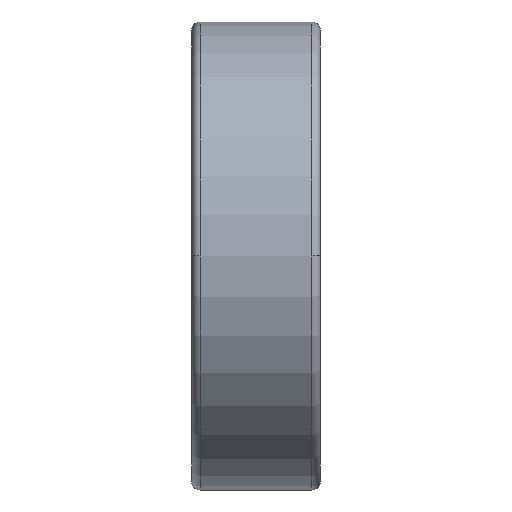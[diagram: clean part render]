
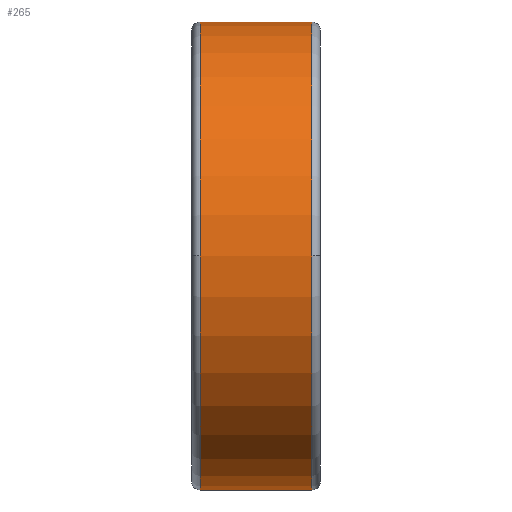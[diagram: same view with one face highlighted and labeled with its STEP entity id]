
A CAD part, front view. The second image highlights one B-rep face of the part: STEP entity #265.
In plain terms, the highlighted cylindrical face has radius 31 mm (diameter 62 mm), a partial arc.
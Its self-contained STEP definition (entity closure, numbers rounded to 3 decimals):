
#265=ADVANCED_FACE('',(#632),#633,.T.);
#632=FACE_OUTER_BOUND('',#1123,.T.);
#633=CYLINDRICAL_SURFACE('',#1124,31.0);
#1123=EDGE_LOOP('',(#1769,#1770,#1771,#1772,#1773,#1774));
#1124=AXIS2_PLACEMENT_3D('',#1775,#1776,#1777);
#1769=ORIENTED_EDGE('',*,*,#2830,.F.);
#1770=ORIENTED_EDGE('',*,*,#2831,.T.);
#1771=ORIENTED_EDGE('',*,*,#2832,.T.);
#1772=ORIENTED_EDGE('',*,*,#2833,.F.);
#1773=ORIENTED_EDGE('',*,*,#2834,.F.);
#1774=ORIENTED_EDGE('',*,*,#2826,.F.);
#1775=CARTESIAN_POINT('',(8.5,0.0,0.0));
#1776=DIRECTION('',(-1.0,0.0,0.0));
#1777=DIRECTION('',(0.0,0.,1.0));
#2826=EDGE_CURVE('',#3374,#3376,#3377,.T.);
#2830=EDGE_CURVE('',#3382,#3374,#3383,.T.);
#2831=EDGE_CURVE('',#3382,#3384,#3385,.T.);
#2832=EDGE_CURVE('',#3384,#3386,#3387,.T.);
#2833=EDGE_CURVE('',#3388,#3386,#3389,.T.);
#2834=EDGE_CURVE('',#3376,#3388,#3390,.T.);
#3374=VERTEX_POINT('',#4097);
#3376=VERTEX_POINT('',#4099);
#3377=CIRCLE('',#4100,31.0);
#3382=VERTEX_POINT('',#4105);
#3383=LINE('',#4106,#4107);
#3384=VERTEX_POINT('',#4108);
#3385=CIRCLE('',#4109,31.0);
#3386=VERTEX_POINT('',#4110);
#3387=CIRCLE('',#4111,31.0);
#3388=VERTEX_POINT('',#4112);
#3389=LINE('',#4113,#4114);
#3390=CIRCLE('',#4115,31.0);
#4097=CARTESIAN_POINT('',(15.9,0.,31.0));
#4099=CARTESIAN_POINT('',(15.9,-31.0,0.));
#4100=AXIS2_PLACEMENT_3D('',#4866,#4867,#4868);
#4105=CARTESIAN_POINT('',(1.1,0.,31.0));
#4106=CARTESIAN_POINT('',(8.5,0.,31.0));
#4107=VECTOR('',#4875,1.0);
#4108=CARTESIAN_POINT('',(1.1,-31.0,0.));
#4109=AXIS2_PLACEMENT_3D('',#4876,#4877,#4878);
#4110=CARTESIAN_POINT('',(1.1,0.,-31.0));
#4111=AXIS2_PLACEMENT_3D('',#4879,#4880,#4881);
#4112=CARTESIAN_POINT('',(15.9,0.,-31.0));
#4113=CARTESIAN_POINT('',(8.5,0.,-31.0));
#4114=VECTOR('',#4882,1.0);
#4115=AXIS2_PLACEMENT_3D('',#4883,#4884,#4885);
#4866=CARTESIAN_POINT('',(15.9,0.0,0.0));
#4867=DIRECTION('',(1.0,0.0,-0.0));
#4868=DIRECTION('',(0.0,0.,1.0));
#4875=DIRECTION('',(1.0,0.0,0.0));
#4876=CARTESIAN_POINT('',(1.1,0.0,0.0));
#4877=DIRECTION('',(1.0,0.0,-0.0));
#4878=DIRECTION('',(0.0,0.,1.0));
#4879=CARTESIAN_POINT('',(1.1,0.0,0.0));
#4880=DIRECTION('',(1.0,0.0,-0.0));
#4881=DIRECTION('',(0.0,0.,1.0));
#4882=DIRECTION('',(-1.0,-0.0,-0.0));
#4883=CARTESIAN_POINT('',(15.9,0.0,0.0));
#4884=DIRECTION('',(1.0,0.0,-0.0));
#4885=DIRECTION('',(0.0,0.,1.0));
